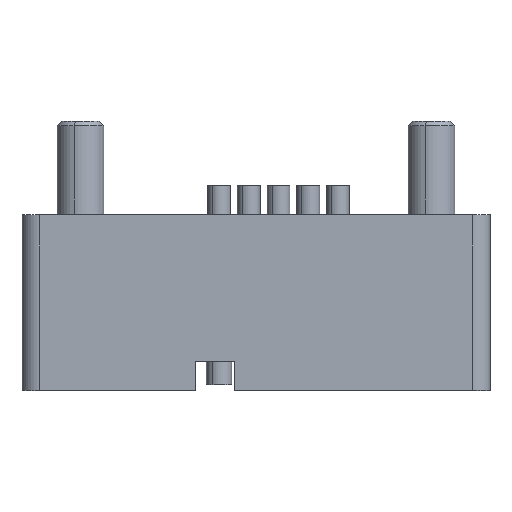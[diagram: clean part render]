
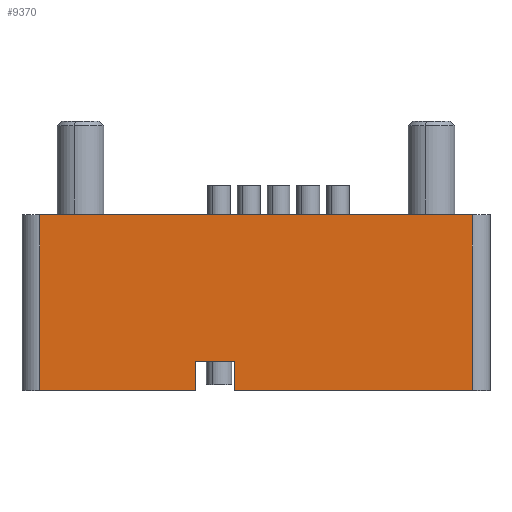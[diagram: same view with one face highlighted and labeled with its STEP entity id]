
A CAD part, top view. The second image highlights one B-rep face of the part: STEP entity #9370.
In plain terms, the highlighted face is planar.
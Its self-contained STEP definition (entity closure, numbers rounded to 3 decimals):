
#14 = LINE ( 'NONE', #2493, #10841 ) ;
#110 = CARTESIAN_POINT ( 'NONE',  ( -18.5, -7.5, -5. ) ) ;
#235 = EDGE_CURVE ( 'NONE', #970, #1551, #14, .T. ) ;
#383 = PLANE ( 'NONE',  #4815 ) ;
#414 = LINE ( 'NONE', #8761, #8009 ) ;
#461 = DIRECTION ( 'NONE',  ( 0., 0., 1. ) ) ;
#898 = DIRECTION ( 'NONE',  ( -1., 0., 0. ) ) ;
#970 = VERTEX_POINT ( 'NONE', #8954 ) ;
#1019 = VERTEX_POINT ( 'NONE', #4597 ) ;
#1027 = EDGE_CURVE ( 'NONE', #7470, #1551, #414, .T. ) ;
#1104 = VECTOR ( 'NONE', #8342, 1000. ) ;
#1206 = DIRECTION ( 'NONE',  ( -1., 0., 0. ) ) ;
#1279 = DIRECTION ( 'NONE',  ( 0., 1., 0. ) ) ;
#1346 = ORIENTED_EDGE ( 'NONE', *, *, #9278, .F. ) ;
#1373 = LINE ( 'NONE', #4888, #1104 ) ;
#1439 = EDGE_CURVE ( 'NONE', #5589, #970, #4946, .T. ) ;
#1533 = EDGE_CURVE ( 'NONE', #1019, #7470, #6667, .T. ) ;
#1551 = VERTEX_POINT ( 'NONE', #110 ) ;
#1957 = CARTESIAN_POINT ( 'NONE',  ( -5.16, 5., -5. ) ) ;
#1963 = ORIENTED_EDGE ( 'NONE', *, *, #9852, .T. ) ;
#1976 = VERTEX_POINT ( 'NONE', #10442 ) ;
#2493 = CARTESIAN_POINT ( 'NONE',  ( -18.5, 7.5, -5. ) ) ;
#2505 = CARTESIAN_POINT ( 'NONE',  ( -18.5, 7.5, -5. ) ) ;
#2527 = VECTOR ( 'NONE', #10984, 1000. ) ;
#2605 = LINE ( 'NONE', #9811, #8899 ) ;
#2634 = ORIENTED_EDGE ( 'NONE', *, *, #235, .F. ) ;
#2896 = CARTESIAN_POINT ( 'NONE',  ( -5.16, 7.5, -5. ) ) ;
#4476 = CARTESIAN_POINT ( 'NONE',  ( 18.5, -7.5, -5. ) ) ;
#4596 = FACE_OUTER_BOUND ( 'NONE', #10851, .T. ) ;
#4597 = CARTESIAN_POINT ( 'NONE',  ( 18.5, 7.5, -5. ) ) ;
#4683 = CARTESIAN_POINT ( 'NONE',  ( -18.5, 7.5, -5. ) ) ;
#4815 = AXIS2_PLACEMENT_3D ( 'NONE', #4683, #461, #7282 ) ;
#4875 = VECTOR ( 'NONE', #6070, 1000. ) ;
#4888 = CARTESIAN_POINT ( 'NONE',  ( -1.86, 5., -5. ) ) ;
#4946 = LINE ( 'NONE', #2505, #7463 ) ;
#5268 = LINE ( 'NONE', #9449, #4875 ) ;
#5354 = ORIENTED_EDGE ( 'NONE', *, *, #6845, .F. ) ;
#5373 = ORIENTED_EDGE ( 'NONE', *, *, #1533, .T. ) ;
#5589 = VERTEX_POINT ( 'NONE', #2896 ) ;
#6070 = DIRECTION ( 'NONE',  ( -1., 0., 0. ) ) ;
#6450 = VECTOR ( 'NONE', #1206, 1000. ) ;
#6629 = ORIENTED_EDGE ( 'NONE', *, *, #1439, .F. ) ;
#6667 = LINE ( 'NONE', #8534, #2527 ) ;
#6845 = EDGE_CURVE ( 'NONE', #7472, #5589, #2605, .T. ) ;
#6849 = LINE ( 'NONE', #8968, #6450 ) ;
#7186 = VERTEX_POINT ( 'NONE', #10527 ) ;
#7282 = DIRECTION ( 'NONE',  ( 1., 0., 0. ) ) ;
#7358 = EDGE_CURVE ( 'NONE', #7186, #7472, #5268, .T. ) ;
#7447 = ORIENTED_EDGE ( 'NONE', *, *, #7358, .F. ) ;
#7463 = VECTOR ( 'NONE', #898, 1000. ) ;
#7470 = VERTEX_POINT ( 'NONE', #4476 ) ;
#7472 = VERTEX_POINT ( 'NONE', #1957 ) ;
#7854 = DIRECTION ( 'NONE',  ( -1., 0., 0. ) ) ;
#8009 = VECTOR ( 'NONE', #7854, 1000. ) ;
#8342 = DIRECTION ( 'NONE',  ( 0., 1., 0. ) ) ;
#8534 = CARTESIAN_POINT ( 'NONE',  ( 18.5, 7.5, -5. ) ) ;
#8761 = CARTESIAN_POINT ( 'NONE',  ( -18.5, -7.5, -5. ) ) ;
#8899 = VECTOR ( 'NONE', #1279, 1000. ) ;
#8954 = CARTESIAN_POINT ( 'NONE',  ( -18.5, 7.5, -5. ) ) ;
#8968 = CARTESIAN_POINT ( 'NONE',  ( -18.5, 7.5, -5. ) ) ;
#9278 = EDGE_CURVE ( 'NONE', #1019, #1976, #6849, .T. ) ;
#9370 = ADVANCED_FACE ( 'NONE', ( #4596 ), #383, .F. ) ;
#9449 = CARTESIAN_POINT ( 'NONE',  ( -1.86, 5., -5. ) ) ;
#9811 = CARTESIAN_POINT ( 'NONE',  ( -5.16, 5., -5. ) ) ;
#9852 = EDGE_CURVE ( 'NONE', #7186, #1976, #1373, .T. ) ;
#10065 = ORIENTED_EDGE ( 'NONE', *, *, #1027, .T. ) ;
#10442 = CARTESIAN_POINT ( 'NONE',  ( -1.86, 7.5, -5. ) ) ;
#10527 = CARTESIAN_POINT ( 'NONE',  ( -1.86, 5., -5. ) ) ;
#10841 = VECTOR ( 'NONE', #11044, 1000. ) ;
#10851 = EDGE_LOOP ( 'NONE', ( #6629, #5354, #7447, #1963, #1346, #5373, #10065, #2634 ) ) ;
#10984 = DIRECTION ( 'NONE',  ( 0., -1., 0. ) ) ;
#11044 = DIRECTION ( 'NONE',  ( 0., -1., 0. ) ) ;
